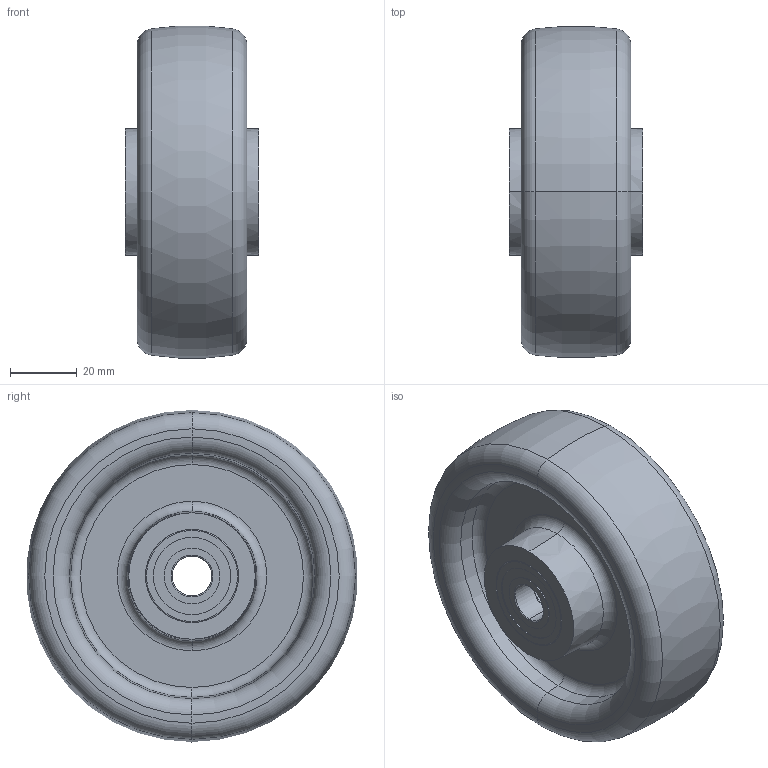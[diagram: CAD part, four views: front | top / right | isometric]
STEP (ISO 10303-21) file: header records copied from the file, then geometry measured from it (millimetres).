
FILE_DESCRIPTION (( 'STEP AP214' ), '1' );
FILE_NAME ('0045498.step', '2021-07-02T10:57:15', ( 'Windows-Benutzer' ), ( '' ), 'SwSTEP 2.0', 'SolidWorks 2020', '' );
FILE_SCHEMA (( 'AUTOMOTIVE_DESIGN' ));
Length unit declared in the file: millimetre
Products named in the file (1): 0045498
Bounding box: 40.1 x 99.45 x 99.79 mm (x, y, z)
Volume: 177629.8 mm3; surface area: 44732.6 mm2
Topology: 12 solids, 12 shells, 140 faces, 280 edges, 164 vertices
Faces by surface type: torus 58, cylinder 46, plane 24, cone 12
Entity records: 5403 total; most frequent: DIRECTION 784, CARTESIAN_POINT 585, ORIENTED_EDGE 560, AXIS2_PLACEMENT_3D 363, EDGE_CURVE 280, CIRCLE 222, EDGE_LOOP 164, VERTEX_POINT 164
